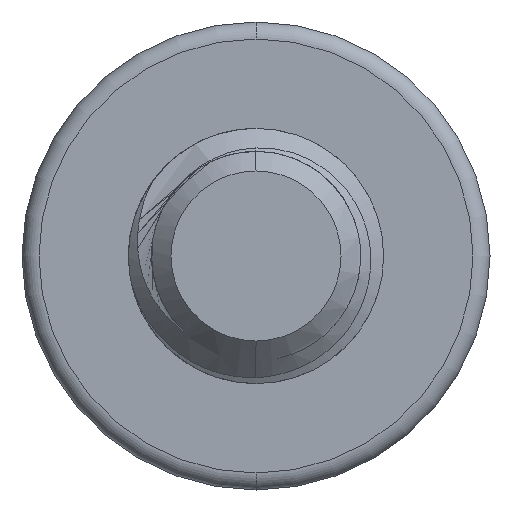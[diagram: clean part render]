
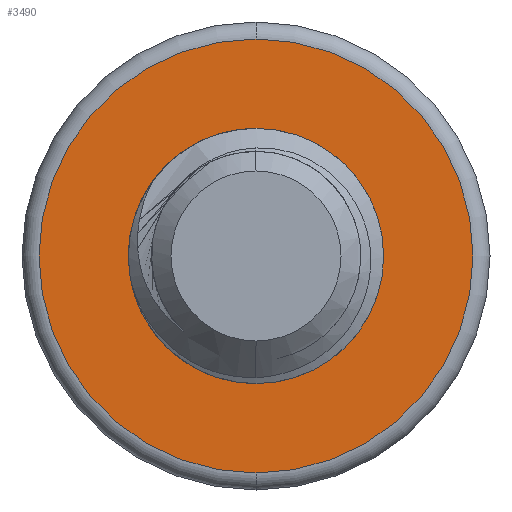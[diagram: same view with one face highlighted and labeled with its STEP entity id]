
A CAD part, front view. The second image highlights one B-rep face of the part: STEP entity #3490.
In plain terms, the highlighted planar face has unit normal (0, -1, 0).
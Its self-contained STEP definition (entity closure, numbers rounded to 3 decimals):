
#420 = ORIENTED_EDGE ( 'NONE', *, *, #2471, .T. ) ;
#460 = CIRCLE ( 'NONE', #3909, 2.55 ) ;
#552 = EDGE_CURVE ( 'NONE', #1130, #4489, #2305, .T. ) ;
#634 = DIRECTION ( 'NONE',  ( 0., 1., 0. ) ) ;
#852 = DIRECTION ( 'NONE',  ( 0., 0., 1. ) ) ;
#1130 = VERTEX_POINT ( 'NONE', #6305 ) ;
#1140 = CARTESIAN_POINT ( 'NONE',  ( 0., 70., 0. ) ) ;
#1188 = AXIS2_PLACEMENT_3D ( 'NONE', #6559, #634, #3890 ) ;
#1298 = ORIENTED_EDGE ( 'NONE', *, *, #552, .T. ) ;
#1421 = CARTESIAN_POINT ( 'NONE',  ( 0., 70., -2.55 ) ) ;
#1650 = CARTESIAN_POINT ( 'NONE',  ( 0., 70., -1.5 ) ) ;
#1895 = DIRECTION ( 'NONE',  ( 0., -1., 0. ) ) ;
#2305 = CIRCLE ( 'NONE', #3453, 2.55 ) ;
#2471 = EDGE_CURVE ( 'NONE', #4357, #3941, #8361, .T. ) ;
#2629 = EDGE_CURVE ( 'NONE', #3941, #4357, #7641, .T. ) ;
#2671 = EDGE_LOOP ( 'NONE', ( #1298, #7975 ) ) ;
#2741 = AXIS2_PLACEMENT_3D ( 'NONE', #3549, #5489, #4847 ) ;
#2856 = FACE_BOUND ( 'NONE', #4740, .T. ) ;
#2899 = EDGE_CURVE ( 'NONE', #4489, #1130, #460, .T. ) ;
#3453 = AXIS2_PLACEMENT_3D ( 'NONE', #4547, #1895, #7944 ) ;
#3490 = ADVANCED_FACE ( 'NONE', ( #6285, #2856 ), #5610, .F. ) ;
#3549 = CARTESIAN_POINT ( 'NONE',  ( 0., 70., 0. ) ) ;
#3890 = DIRECTION ( 'NONE',  ( 0., 0., 1. ) ) ;
#3909 = AXIS2_PLACEMENT_3D ( 'NONE', #1140, #6436, #8571 ) ;
#3941 = VERTEX_POINT ( 'NONE', #1650 ) ;
#4357 = VERTEX_POINT ( 'NONE', #5342 ) ;
#4489 = VERTEX_POINT ( 'NONE', #1421 ) ;
#4547 = CARTESIAN_POINT ( 'NONE',  ( 0., 70., 0. ) ) ;
#4740 = EDGE_LOOP ( 'NONE', ( #4953, #420 ) ) ;
#4847 = DIRECTION ( 'NONE',  ( 0., 0., 1. ) ) ;
#4953 = ORIENTED_EDGE ( 'NONE', *, *, #2629, .T. ) ;
#5342 = CARTESIAN_POINT ( 'NONE',  ( 0., 70., 1.5 ) ) ;
#5489 = DIRECTION ( 'NONE',  ( 0., 1., 0. ) ) ;
#5610 = PLANE ( 'NONE',  #6798 ) ;
#5654 = DIRECTION ( 'NONE',  ( 0., 1., 0. ) ) ;
#6285 = FACE_OUTER_BOUND ( 'NONE', #2671, .T. ) ;
#6305 = CARTESIAN_POINT ( 'NONE',  ( 0., 70., 2.55 ) ) ;
#6436 = DIRECTION ( 'NONE',  ( 0., -1., 0. ) ) ;
#6559 = CARTESIAN_POINT ( 'NONE',  ( 0., 70., 0. ) ) ;
#6798 = AXIS2_PLACEMENT_3D ( 'NONE', #8372, #5654, #852 ) ;
#7641 = CIRCLE ( 'NONE', #2741, 1.5 ) ;
#7944 = DIRECTION ( 'NONE',  ( 0., 0., 1. ) ) ;
#7975 = ORIENTED_EDGE ( 'NONE', *, *, #2899, .T. ) ;
#8361 = CIRCLE ( 'NONE', #1188, 1.5 ) ;
#8372 = CARTESIAN_POINT ( 'NONE',  ( 0., 70., 0. ) ) ;
#8571 = DIRECTION ( 'NONE',  ( 0., 0., 1. ) ) ;
